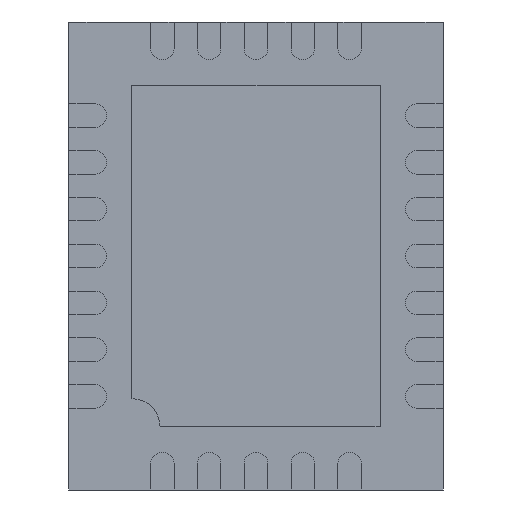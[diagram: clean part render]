
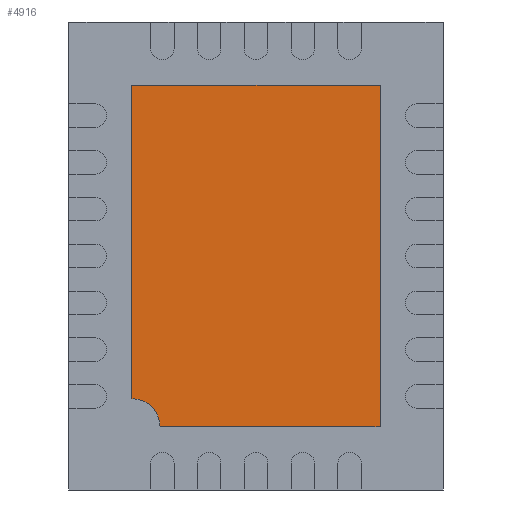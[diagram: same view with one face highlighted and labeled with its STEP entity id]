
A CAD part, front view. The second image highlights one B-rep face of the part: STEP entity #4916.
In plain terms, the highlighted planar face has unit normal (0, -1, 0).
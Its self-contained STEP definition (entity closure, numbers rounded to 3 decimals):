
#374 = ORIENTED_EDGE ( 'NONE', *, *, #11209, .F. ) ;
#1007 = VERTEX_POINT ( 'NONE', #5201 ) ;
#1051 = CARTESIAN_POINT ( 'NONE',  ( -1.325, 0., -1.525 ) ) ;
#1336 = VECTOR ( 'NONE', #2890, 1000. ) ;
#1389 = ORIENTED_EDGE ( 'NONE', *, *, #4482, .F. ) ;
#1464 = EDGE_CURVE ( 'NONE', #4013, #9338, #9435, .T. ) ;
#1638 = EDGE_LOOP ( 'NONE', ( #7027, #3598, #4550, #374, #1389 ) ) ;
#1642 = VERTEX_POINT ( 'NONE', #1051 ) ;
#2271 = VECTOR ( 'NONE', #5956, 1000. ) ;
#2890 = DIRECTION ( 'NONE',  ( 1., 0., 0. ) ) ;
#3027 = DIRECTION ( 'NONE',  ( 0., -1., 0. ) ) ;
#3598 = ORIENTED_EDGE ( 'NONE', *, *, #4475, .F. ) ;
#3694 = EDGE_CURVE ( 'NONE', #9241, #1642, #9653, .T. ) ;
#4013 = VERTEX_POINT ( 'NONE', #4098 ) ;
#4098 = CARTESIAN_POINT ( 'NONE',  ( 1.325, 0., 1.825 ) ) ;
#4179 = CARTESIAN_POINT ( 'NONE',  ( 1.325, 0., -1.825 ) ) ;
#4475 = EDGE_CURVE ( 'NONE', #9338, #9241, #7841, .T. ) ;
#4482 = EDGE_CURVE ( 'NONE', #1642, #1007, #9543, .T. ) ;
#4550 = ORIENTED_EDGE ( 'NONE', *, *, #1464, .F. ) ;
#4712 = AXIS2_PLACEMENT_3D ( 'NONE', #6044, #9579, #5251 ) ;
#4916 = ADVANCED_FACE ( 'NONE', ( #5196 ), #10204, .F. ) ;
#5154 = CARTESIAN_POINT ( 'NONE',  ( -1.325, 0., -1.525 ) ) ;
#5196 = FACE_OUTER_BOUND ( 'NONE', #1638, .T. ) ;
#5201 = CARTESIAN_POINT ( 'NONE',  ( -1.325, 0., 1.825 ) ) ;
#5251 = DIRECTION ( 'NONE',  ( 0., 0., 1. ) ) ;
#5291 = AXIS2_PLACEMENT_3D ( 'NONE', #9857, #3027, #6498 ) ;
#5512 = LINE ( 'NONE', #9951, #1336 ) ;
#5851 = CARTESIAN_POINT ( 'NONE',  ( 1.325, 0., 1.825 ) ) ;
#5956 = DIRECTION ( 'NONE',  ( 0., 0., 1. ) ) ;
#6044 = CARTESIAN_POINT ( 'NONE',  ( -1.325, 0., -1.825 ) ) ;
#6058 = DIRECTION ( 'NONE',  ( -1., 0., 0. ) ) ;
#6498 = DIRECTION ( 'NONE',  ( 0., 0., 1. ) ) ;
#6511 = CARTESIAN_POINT ( 'NONE',  ( 1.325, 0., -1.825 ) ) ;
#7027 = ORIENTED_EDGE ( 'NONE', *, *, #3694, .F. ) ;
#7746 = DIRECTION ( 'NONE',  ( 0., 0., -1. ) ) ;
#7841 = LINE ( 'NONE', #4179, #10983 ) ;
#8062 = CARTESIAN_POINT ( 'NONE',  ( -1.025, 0., -1.825 ) ) ;
#9241 = VERTEX_POINT ( 'NONE', #8062 ) ;
#9338 = VERTEX_POINT ( 'NONE', #6511 ) ;
#9435 = LINE ( 'NONE', #5851, #11141 ) ;
#9543 = LINE ( 'NONE', #5154, #2271 ) ;
#9579 = DIRECTION ( 'NONE',  ( 0., 1., 0. ) ) ;
#9653 = CIRCLE ( 'NONE', #5291, 0.3 ) ;
#9857 = CARTESIAN_POINT ( 'NONE',  ( -1.325, 0., -1.825 ) ) ;
#9951 = CARTESIAN_POINT ( 'NONE',  ( -1.325, 0., 1.825 ) ) ;
#10204 = PLANE ( 'NONE',  #4712 ) ;
#10983 = VECTOR ( 'NONE', #6058, 1000. ) ;
#11141 = VECTOR ( 'NONE', #7746, 1000. ) ;
#11209 = EDGE_CURVE ( 'NONE', #1007, #4013, #5512, .T. ) ;
